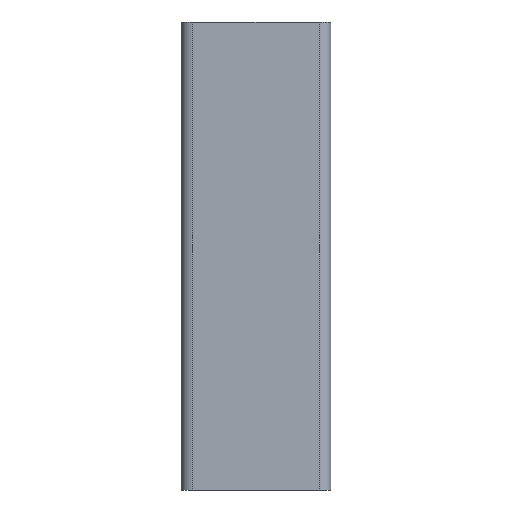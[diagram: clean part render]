
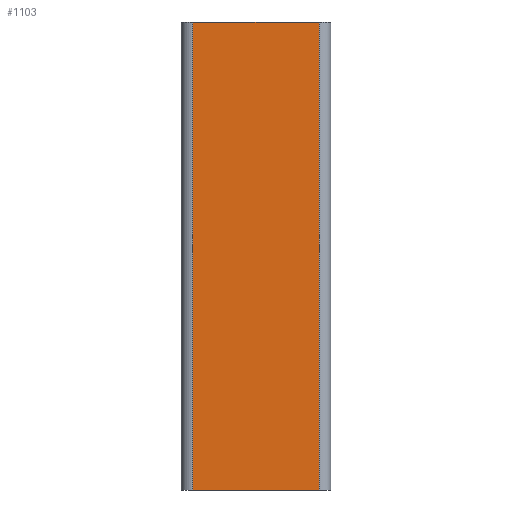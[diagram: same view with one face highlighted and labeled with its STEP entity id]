
A CAD part, front view. The second image highlights one B-rep face of the part: STEP entity #1103.
In plain terms, the highlighted planar face has unit normal (0, -1, 0).
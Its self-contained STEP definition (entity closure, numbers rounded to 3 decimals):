
#148=FACE_OUTER_BOUND('',#206,.T.);
#206=EDGE_LOOP('',(#947,#948,#949,#950));
#247=LINE('',#1637,#355);
#314=LINE('',#1858,#422);
#315=LINE('',#1861,#423);
#316=LINE('',#1862,#424);
#355=VECTOR('',#1293,27.);
#422=VECTOR('',#1526,100.);
#423=VECTOR('',#1529,27.);
#424=VECTOR('',#1530,100.);
#462=VERTEX_POINT('',#1634);
#463=VERTEX_POINT('',#1636);
#534=VERTEX_POINT('',#1856);
#535=VERTEX_POINT('',#1860);
#579=EDGE_CURVE('',#462,#463,#247,.T.);
#690=EDGE_CURVE('',#462,#534,#314,.T.);
#691=EDGE_CURVE('',#534,#535,#315,.T.);
#692=EDGE_CURVE('',#463,#535,#316,.T.);
#947=ORIENTED_EDGE('',*,*,#691,.T.);
#948=ORIENTED_EDGE('',*,*,#692,.F.);
#949=ORIENTED_EDGE('',*,*,#579,.F.);
#950=ORIENTED_EDGE('',*,*,#690,.T.);
#1049=PLANE('',#1214);
#1103=ADVANCED_FACE('',(#148),#1049,.T.);
#1214=AXIS2_PLACEMENT_3D('',#1859,#1527,#1528);
#1293=DIRECTION('',(-1.,0.,0.));
#1526=DIRECTION('',(0.,0.,1.));
#1527=DIRECTION('center_axis',(0.,-1.,0.));
#1528=DIRECTION('ref_axis',(1.,0.,0.));
#1529=DIRECTION('',(-1.,0.,0.));
#1530=DIRECTION('',(0.,0.,1.));
#1634=CARTESIAN_POINT('',(20.,-9.5,0.));
#1636=CARTESIAN_POINT('',(-7.,-9.5,0.));
#1637=CARTESIAN_POINT('',(-0.25,-9.5,0.));
#1856=CARTESIAN_POINT('',(20.,-9.5,100.));
#1858=CARTESIAN_POINT('',(20.,-9.5,0.));
#1859=CARTESIAN_POINT('Origin',(-7.,-9.5,0.));
#1860=CARTESIAN_POINT('',(-7.,-9.5,100.));
#1861=CARTESIAN_POINT('',(-0.25,-9.5,100.));
#1862=CARTESIAN_POINT('',(-7.,-9.5,0.));
